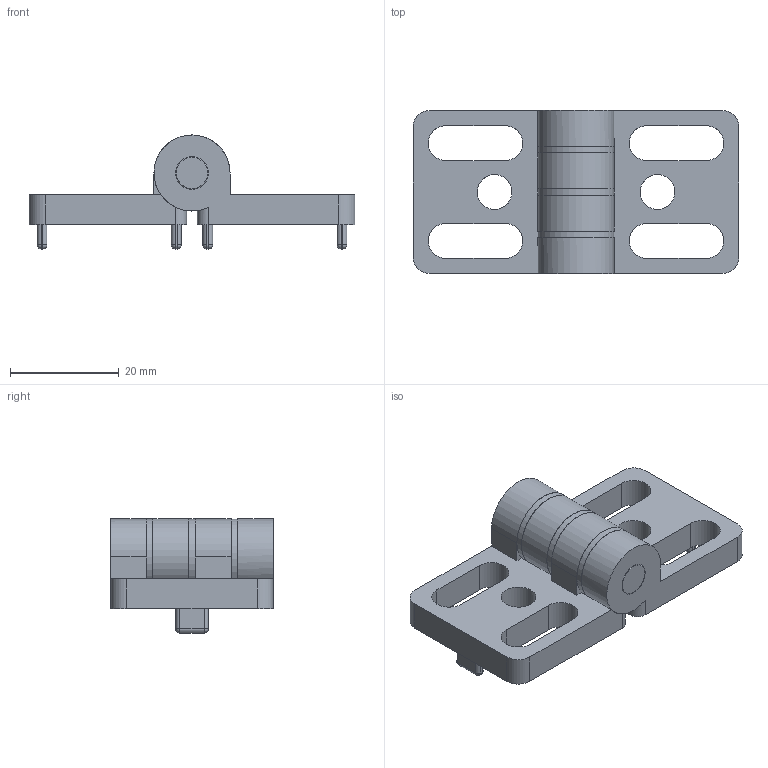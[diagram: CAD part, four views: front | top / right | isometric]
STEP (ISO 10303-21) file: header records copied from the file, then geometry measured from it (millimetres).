
FILE_DESCRIPTION(/* description */ (''),/* implementation_level */ '2;1');
FILE_NAME(/* name */ '613030.1.stp',/* time_stamp */ '2014-03-15T10:44:22+01:00',/* author */ ('jank'),/* organization */ ('Alutec K&K'),/* preprocessor_version */ 'ST-DEVELOPER v15.2',/* originating_system */ 'Autodesk Inventor 2014',/* authorisation */ '');
FILE_SCHEMA (('AUTOMOTIVE_DESIGN { 1 0 10303 214 3 1 1 }'));
Length unit declared in the file: millimetre
Products named in the file (1): 613030.1
Bounding box: 60 x 30 x 21 mm (x, y, z)
Volume: 11186.6 mm3; surface area: 8921.2 mm2
Topology: 6 solids, 6 shells, 145 faces, 349 edges, 204 vertices
Faces by surface type: cylinder 69, plane 58, sphere 16, cone 2
Full cylindrical faces by diameter (mm): 6 x5, 6.4 x5, 14 x3
Entity records: 4095 total; most frequent: DIRECTION 740, CARTESIAN_POINT 700, ORIENTED_EDGE 632, EDGE_CURVE 316, AXIS2_PLACEMENT_3D 282, VERTEX_POINT 202, EDGE_LOOP 190, LINE 176
